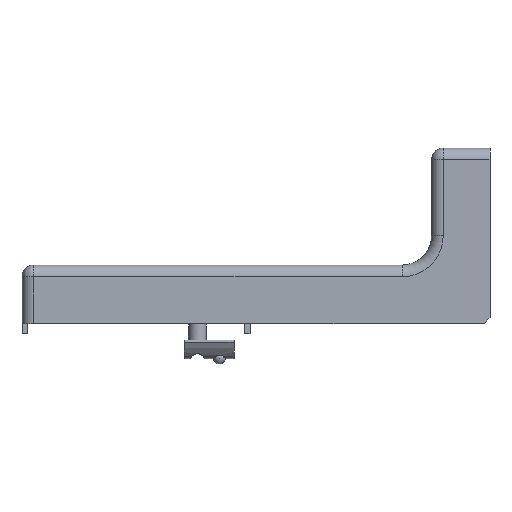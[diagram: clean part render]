
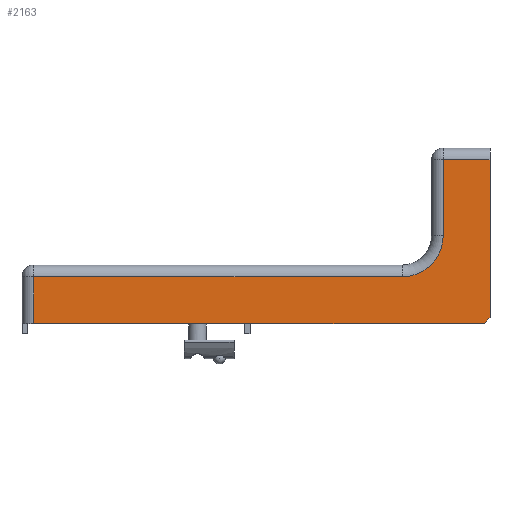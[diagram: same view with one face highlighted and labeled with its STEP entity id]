
A CAD part, left-side view. The second image highlights one B-rep face of the part: STEP entity #2163.
In plain terms, the highlighted planar face has unit normal (-1, 0, 0).
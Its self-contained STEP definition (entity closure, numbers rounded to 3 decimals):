
#87 = VECTOR ( 'NONE', #2086, 1000. ) ;
#123 = ORIENTED_EDGE ( 'NONE', *, *, #9222, .T. ) ;
#306 = CARTESIAN_POINT ( 'NONE',  ( -19., 30., 16. ) ) ;
#480 = VECTOR ( 'NONE', #6689, 1000. ) ;
#524 = AXIS2_PLACEMENT_3D ( 'NONE', #7668, #1426, #6933 ) ;
#576 = CARTESIAN_POINT ( 'NONE',  ( -19., 30., 30. ) ) ;
#662 = EDGE_CURVE ( 'NONE', #2256, #2928, #8295, .T. ) ;
#743 = CARTESIAN_POINT ( 'NONE',  ( -19., 2., 0. ) ) ;
#991 = EDGE_CURVE ( 'NONE', #6734, #2256, #4546, .T. ) ;
#1086 = CARTESIAN_POINT ( 'NONE',  ( -19., 0., 56. ) ) ;
#1194 = CARTESIAN_POINT ( 'NONE',  ( -19., 156., 16. ) ) ;
#1309 = VECTOR ( 'NONE', #2729, 1000. ) ;
#1426 = DIRECTION ( 'NONE',  ( -1., 0., 0. ) ) ;
#1699 = EDGE_LOOP ( 'NONE', ( #123, #8023, #9268, #6891, #8527, #5343, #6548, #8859 ) ) ;
#1758 = CARTESIAN_POINT ( 'NONE',  ( -19., 16., 30. ) ) ;
#1780 = VERTEX_POINT ( 'NONE', #5952 ) ;
#2031 = VECTOR ( 'NONE', #4110, 1000. ) ;
#2086 = DIRECTION ( 'NONE',  ( 0., 0., -1. ) ) ;
#2138 = VERTEX_POINT ( 'NONE', #5986 ) ;
#2163 = ADVANCED_FACE ( 'NONE', ( #6840 ), #5243, .T. ) ;
#2256 = VERTEX_POINT ( 'NONE', #5219 ) ;
#2729 = DIRECTION ( 'NONE',  ( 0., 0., 1. ) ) ;
#2902 = DIRECTION ( 'NONE',  ( 0., 0., 1. ) ) ;
#2928 = VERTEX_POINT ( 'NONE', #5722 ) ;
#3295 = DIRECTION ( 'NONE',  ( 0., 0., -1. ) ) ;
#3462 = LINE ( 'NONE', #6391, #87 ) ;
#3494 = EDGE_CURVE ( 'NONE', #2138, #1780, #3462, .T. ) ;
#3523 = CARTESIAN_POINT ( 'NONE',  ( -19., 0., 2. ) ) ;
#3776 = CARTESIAN_POINT ( 'NONE',  ( -19., 16., 56. ) ) ;
#3900 = LINE ( 'NONE', #7597, #5058 ) ;
#3964 = AXIS2_PLACEMENT_3D ( 'NONE', #576, #4162, #2902 ) ;
#4110 = DIRECTION ( 'NONE',  ( 0., 1., 0. ) ) ;
#4162 = DIRECTION ( 'NONE',  ( 1., 0., 0. ) ) ;
#4546 = LINE ( 'NONE', #3776, #480 ) ;
#5058 = VECTOR ( 'NONE', #8374, 1000. ) ;
#5219 = CARTESIAN_POINT ( 'NONE',  ( -19., 16., 56. ) ) ;
#5243 = PLANE ( 'NONE',  #524 ) ;
#5343 = ORIENTED_EDGE ( 'NONE', *, *, #3494, .T. ) ;
#5577 = LINE ( 'NONE', #1194, #2031 ) ;
#5667 = CIRCLE ( 'NONE', #3964, 14. ) ;
#5722 = CARTESIAN_POINT ( 'NONE',  ( -19., 16., 30. ) ) ;
#5939 = DIRECTION ( 'NONE',  ( 0., -0.707, 0.707 ) ) ;
#5952 = CARTESIAN_POINT ( 'NONE',  ( -19., 156., 0. ) ) ;
#5986 = CARTESIAN_POINT ( 'NONE',  ( -19., 156., 16. ) ) ;
#6039 = VERTEX_POINT ( 'NONE', #3523 ) ;
#6186 = CARTESIAN_POINT ( 'NONE',  ( -19., 0., 2. ) ) ;
#6310 = VERTEX_POINT ( 'NONE', #306 ) ;
#6322 = LINE ( 'NONE', #6186, #1309 ) ;
#6391 = CARTESIAN_POINT ( 'NONE',  ( -19., 156., 0. ) ) ;
#6548 = ORIENTED_EDGE ( 'NONE', *, *, #7867, .T. ) ;
#6606 = CARTESIAN_POINT ( 'NONE',  ( -19., 2., 0. ) ) ;
#6689 = DIRECTION ( 'NONE',  ( 0., 1., 0. ) ) ;
#6734 = VERTEX_POINT ( 'NONE', #1086 ) ;
#6840 = FACE_OUTER_BOUND ( 'NONE', #1699, .T. ) ;
#6891 = ORIENTED_EDGE ( 'NONE', *, *, #7696, .T. ) ;
#6933 = DIRECTION ( 'NONE',  ( 0., 0., 1. ) ) ;
#7133 = VECTOR ( 'NONE', #3295, 1000. ) ;
#7535 = EDGE_CURVE ( 'NONE', #7997, #6039, #8259, .T. ) ;
#7567 = EDGE_CURVE ( 'NONE', #6310, #2138, #5577, .T. ) ;
#7597 = CARTESIAN_POINT ( 'NONE',  ( -19., 160., 0. ) ) ;
#7668 = CARTESIAN_POINT ( 'NONE',  ( -19., 16., 56. ) ) ;
#7696 = EDGE_CURVE ( 'NONE', #2928, #6310, #5667, .T. ) ;
#7867 = EDGE_CURVE ( 'NONE', #1780, #7997, #3900, .T. ) ;
#7997 = VERTEX_POINT ( 'NONE', #743 ) ;
#8023 = ORIENTED_EDGE ( 'NONE', *, *, #991, .T. ) ;
#8259 = LINE ( 'NONE', #6606, #9304 ) ;
#8295 = LINE ( 'NONE', #1758, #7133 ) ;
#8374 = DIRECTION ( 'NONE',  ( 0., -1., 0. ) ) ;
#8527 = ORIENTED_EDGE ( 'NONE', *, *, #7567, .T. ) ;
#8859 = ORIENTED_EDGE ( 'NONE', *, *, #7535, .T. ) ;
#9222 = EDGE_CURVE ( 'NONE', #6039, #6734, #6322, .T. ) ;
#9268 = ORIENTED_EDGE ( 'NONE', *, *, #662, .T. ) ;
#9304 = VECTOR ( 'NONE', #5939, 1000. ) ;
